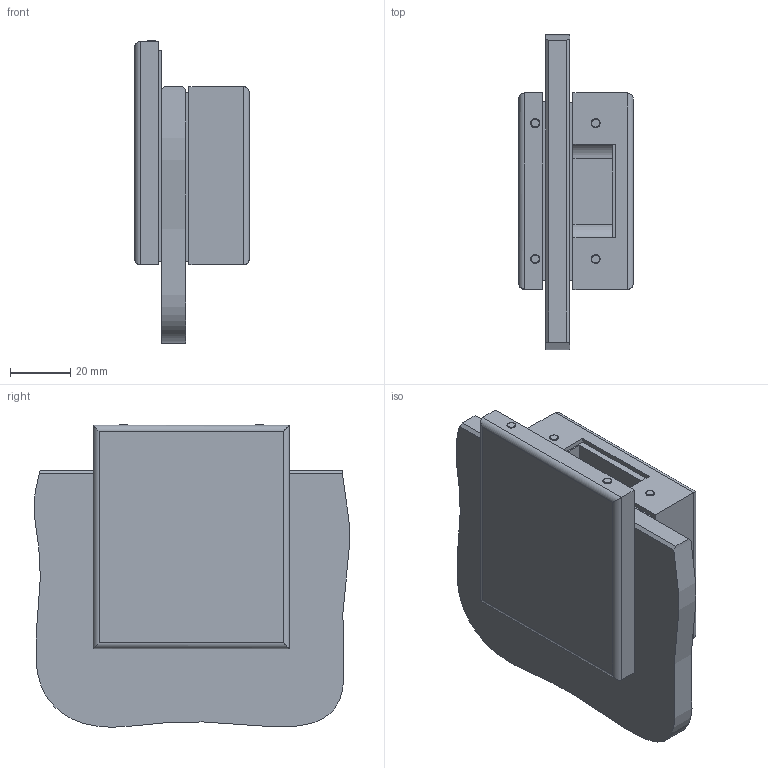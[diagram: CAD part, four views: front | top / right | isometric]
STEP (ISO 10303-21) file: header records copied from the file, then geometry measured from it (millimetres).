
FILE_DESCRIPTION (( 'STEP AP203' ), '1' );
FILE_NAME ('GS-304_D-L18R_S.STEP', '2023-02-15T11:07:05', ( '' ), ( '' ), 'SwSTEP 2.0', 'SolidWorks 2019', '' );
FILE_SCHEMA (( 'CONFIG_CONTROL_DESIGN' ));
Length unit declared in the file: millimetre
Products named in the file (6): GS-304_D-L18R_S.P4; GS-304_D-L18R_S___glass_cut_out; GS-304_D-L18R_S.P1; GS-304_D-L18R_S.P2; GS-304_D-L18R_S; GS-304_D-L18R_S.P3
Assembly tree (5 placements, depth 2):
  GS-304_D-L18R_S
    GS-304_D-L18R_S.P2
    GS-304_D-L18R_S.P3
    GS-304_D-L18R_S.P4
    GS-304_D-L18R_S___glass_cut_out
    GS-304_D-L18R_S.P1
Bounding box: 38 x 104.39 x 100.18 mm (x, y, z)
Volume: 162599.1 mm3; surface area: 85819.1 mm2
Topology: 7 solids, 7 shells, 131 faces, 310 edges, 200 vertices
Faces by surface type: plane 64, cylinder 62, cone 4, bspline 1
Entity records: 4494 total; most frequent: CARTESIAN_POINT 754, DIRECTION 660, ORIENTED_EDGE 620, EDGE_CURVE 310, AXIS2_PLACEMENT_3D 234, VERTEX_POINT 200, LINE 192, VECTOR 192
